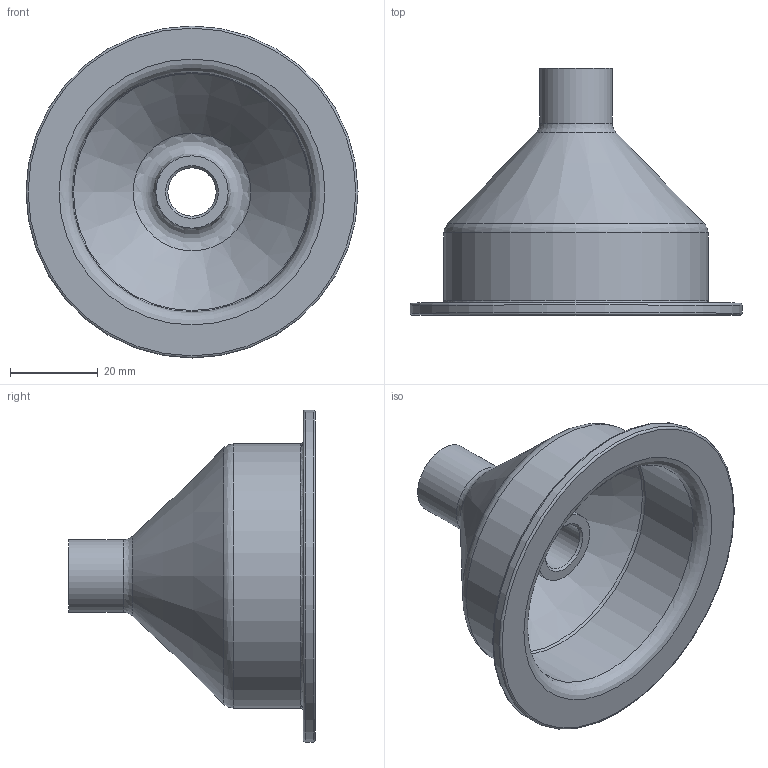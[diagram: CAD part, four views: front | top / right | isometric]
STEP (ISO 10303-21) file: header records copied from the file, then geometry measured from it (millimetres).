
FILE_DESCRIPTION(('FreeCAD Model'),'2;1');
FILE_NAME('Palier Mixer Breville CBL10.step','2021-02-18T16:42:09',('Author'),(''), 'Open CASCADE STEP processor 7.3','FreeCAD','Unknown');
FILE_SCHEMA(('AUTOMOTIVE_DESIGN { 1 0 10303 214 1 1 1 1 }'));
Length unit declared in the file: millimetre
Products named in the file (1): Body
Bounding box: 75.7 x 56.3 x 75.7 mm (x, y, z)
Volume: 29120.3 mm3; surface area: 20362.9 mm2
Topology: 1 solids, 1 shells, 22 faces, 40 edges, 22 vertices
Faces by surface type: revolution 8, cylinder 6, plane 4, cone 4
Full cylindrical faces by diameter (mm): 11 x1, 16.5 x2, 54.6 x1, 60.2 x1, 75.7 x1
Entity records: 1119 total; most frequent: DIRECTION 204, CARTESIAN_POINT 173, LINE 82, VECTOR 82, ORIENTED_EDGE 80, PCURVE 80, DEFINITIONAL_REPRESENTATION 80, AXIS2_PLACEMENT_3D 53
